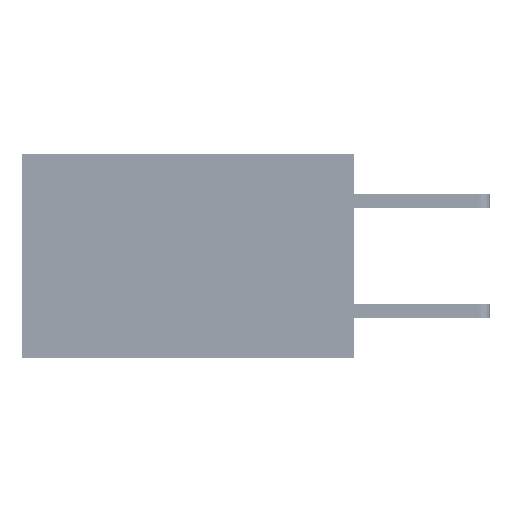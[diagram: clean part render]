
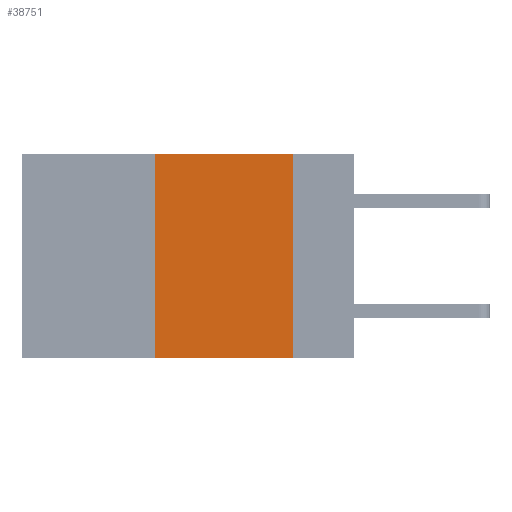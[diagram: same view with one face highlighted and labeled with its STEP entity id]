
A CAD part, left-side view. The second image highlights one B-rep face of the part: STEP entity #38751.
In plain terms, the highlighted planar face has unit normal (-1, 0, 0).
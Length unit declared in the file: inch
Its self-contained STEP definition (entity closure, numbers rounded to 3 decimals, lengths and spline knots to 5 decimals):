
#128 = ORIENTED_EDGE ( 'NONE', *, *, #1439, .F. ) ;
#498 = EDGE_LOOP ( 'NONE', ( #19889, #128, #18807, #21235 ) ) ;
#1157 = VERTEX_POINT ( 'NONE', #28498 ) ;
#1439 = EDGE_CURVE ( 'NONE', #37034, #15563, #18200, .T. ) ;
#5345 = DIRECTION ( 'NONE',  ( 0., -1., 0. ) ) ;
#7691 = VECTOR ( 'NONE', #23480, 39.37008 ) ;
#8821 = VECTOR ( 'NONE', #5345, 39.37008 ) ;
#11540 = CARTESIAN_POINT ( 'NONE',  ( 0., 0.6, 0. ) ) ;
#13213 = EDGE_CURVE ( 'NONE', #1157, #31050, #45347, .T. ) ;
#15102 = DIRECTION ( 'NONE',  ( 0., 0., -1. ) ) ;
#15563 = VERTEX_POINT ( 'NONE', #24460 ) ;
#16170 = CARTESIAN_POINT ( 'NONE',  ( 0., 0.36, 0. ) ) ;
#16850 = VECTOR ( 'NONE', #28872, 39.37008 ) ;
#17958 = EDGE_CURVE ( 'NONE', #1157, #37034, #25415, .T. ) ;
#18200 = LINE ( 'NONE', #19396, #8821 ) ;
#18498 = PLANE ( 'NONE',  #42647 ) ;
#18807 = ORIENTED_EDGE ( 'NONE', *, *, #17958, .F. ) ;
#19396 = CARTESIAN_POINT ( 'NONE',  ( 0., 0.6, 0. ) ) ;
#19889 = ORIENTED_EDGE ( 'NONE', *, *, #39582, .F. ) ;
#21235 = ORIENTED_EDGE ( 'NONE', *, *, #13213, .T. ) ;
#23031 = FACE_OUTER_BOUND ( 'NONE', #498, .T. ) ;
#23391 = CARTESIAN_POINT ( 'NONE',  ( 0., 0.11, -0.37 ) ) ;
#23480 = DIRECTION ( 'NONE',  ( 0., 0., 1. ) ) ;
#24460 = CARTESIAN_POINT ( 'NONE',  ( 0., 0.11, 0. ) ) ;
#25183 = VECTOR ( 'NONE', #33463, 39.37008 ) ;
#25415 = LINE ( 'NONE', #41389, #7691 ) ;
#26304 = LINE ( 'NONE', #44078, #25183 ) ;
#28498 = CARTESIAN_POINT ( 'NONE',  ( 0., 0.36, -0.37 ) ) ;
#28872 = DIRECTION ( 'NONE',  ( 0., -1., 0. ) ) ;
#31050 = VERTEX_POINT ( 'NONE', #23391 ) ;
#32496 = CARTESIAN_POINT ( 'NONE',  ( 0., 0.6, -0.37 ) ) ;
#33463 = DIRECTION ( 'NONE',  ( 0., 0., -1. ) ) ;
#36511 = DIRECTION ( 'NONE',  ( 1., 0., 0. ) ) ;
#37034 = VERTEX_POINT ( 'NONE', #16170 ) ;
#38751 = ADVANCED_FACE ( 'NONE', ( #23031 ), #18498, .F. ) ;
#39582 = EDGE_CURVE ( 'NONE', #15563, #31050, #26304, .T. ) ;
#41389 = CARTESIAN_POINT ( 'NONE',  ( 0., 0.36, 0. ) ) ;
#42647 = AXIS2_PLACEMENT_3D ( 'NONE', #11540, #36511, #15102 ) ;
#44078 = CARTESIAN_POINT ( 'NONE',  ( 0., 0.11, 0. ) ) ;
#45347 = LINE ( 'NONE', #32496, #16850 ) ;
